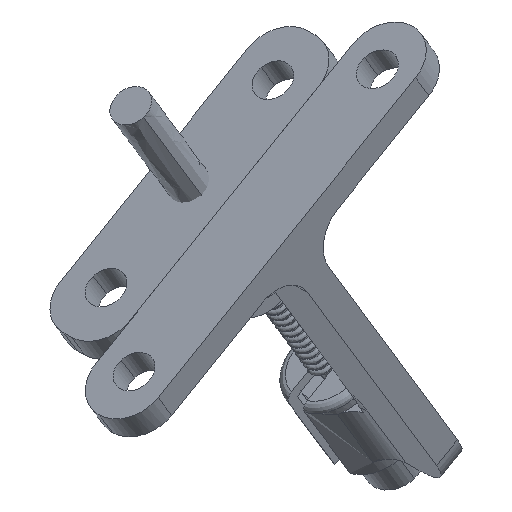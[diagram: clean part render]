
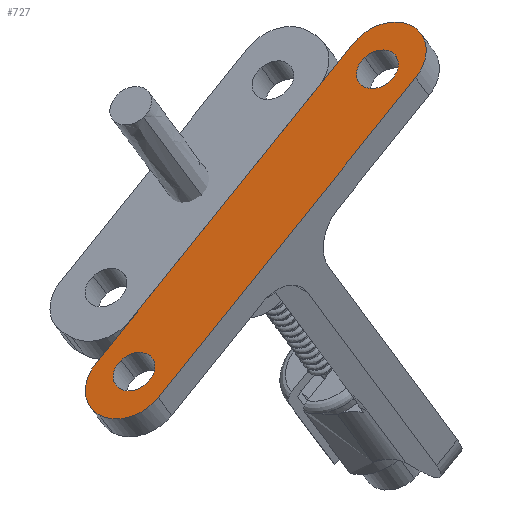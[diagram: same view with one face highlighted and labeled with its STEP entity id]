
A CAD part, isometric view. The second image highlights one B-rep face of the part: STEP entity #727.
In plain terms, the highlighted free-form (B-spline) face has degree [1, 1] with [2, 2] control points.
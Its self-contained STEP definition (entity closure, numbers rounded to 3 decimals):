
#691 = EDGE_CURVE('',#692,#694,#696,.T.);
#692 = VERTEX_POINT('',#693);
#693 = CARTESIAN_POINT('',(-89.32,0.639,
    208.983));
#694 = VERTEX_POINT('',#695);
#695 = CARTESIAN_POINT('',(-85.782,4.592,
    210.761));
#696 = ( BOUNDED_CURVE() B_SPLINE_CURVE(2,(#697,#698,#699),
.UNSPECIFIED.,.F.,.F.) B_SPLINE_CURVE_WITH_KNOTS((3,3),(4.712,
6.283),.PIECEWISE_BEZIER_KNOTS.) CURVE() 
GEOMETRIC_REPRESENTATION_ITEM() RATIONAL_B_SPLINE_CURVE((1.,
0.707,1.)) REPRESENTATION_ITEM('') );
#697 = CARTESIAN_POINT('',(-89.32,0.639,
    208.983));
#698 = CARTESIAN_POINT('',(-85.89,0.642,
    210.955));
#699 = CARTESIAN_POINT('',(-85.782,4.592,
    210.761));
#727 = ADVANCED_FACE('',(#728,#767,#789),#811,.F.);
#728 = FACE_BOUND('',#729,.T.);
#729 = EDGE_LOOP('',(#730,#738,#745,#753,#761,#766));
#730 = ORIENTED_EDGE('',*,*,#731,.F.);
#731 = EDGE_CURVE('',#732,#694,#734,.T.);
#732 = VERTEX_POINT('',#733);
#733 = CARTESIAN_POINT('',(-89.103,8.539,208.595
    ));
#734 = ( BOUNDED_CURVE() B_SPLINE_CURVE(2,(#735,#736,#737),
.UNSPECIFIED.,.F.,.F.) B_SPLINE_CURVE_WITH_KNOTS((3,3),(1.571,
3.142),.PIECEWISE_BEZIER_KNOTS.) CURVE() 
GEOMETRIC_REPRESENTATION_ITEM() RATIONAL_B_SPLINE_CURVE((1.,
0.707,1.)) REPRESENTATION_ITEM('') );
#735 = CARTESIAN_POINT('',(-89.103,8.539,
    208.595));
#736 = CARTESIAN_POINT('',(-85.673,8.542,
    210.567));
#737 = CARTESIAN_POINT('',(-85.782,4.592,
    210.761));
#738 = ORIENTED_EDGE('',*,*,#739,.T.);
#739 = EDGE_CURVE('',#732,#740,#742,.T.);
#740 = VERTEX_POINT('',#741);
#741 = CARTESIAN_POINT('',(-120.828,8.514,
    190.353));
#742 = B_SPLINE_CURVE_WITH_KNOTS('',1,(#743,#744),.UNSPECIFIED.,.F.,.F.,
  (2,2),(-18.5,18.5),.PIECEWISE_BEZIER_KNOTS.);
#743 = CARTESIAN_POINT('',(-89.103,8.539,
    208.595));
#744 = CARTESIAN_POINT('',(-120.828,8.514,
    190.353));
#745 = ORIENTED_EDGE('',*,*,#746,.F.);
#746 = EDGE_CURVE('',#747,#740,#749,.T.);
#747 = VERTEX_POINT('',#748);
#748 = CARTESIAN_POINT('',(-124.366,4.562,188.575
    ));
#749 = ( BOUNDED_CURVE() B_SPLINE_CURVE(2,(#750,#751,#752),
.UNSPECIFIED.,.F.,.F.) B_SPLINE_CURVE_WITH_KNOTS((3,3),(0.,
1.571),.PIECEWISE_BEZIER_KNOTS.) CURVE() 
GEOMETRIC_REPRESENTATION_ITEM() RATIONAL_B_SPLINE_CURVE((1.,
0.707,1.)) REPRESENTATION_ITEM('') );
#750 = CARTESIAN_POINT('',(-124.366,4.562,188.575
    ));
#751 = CARTESIAN_POINT('',(-124.258,8.512,
    188.381));
#752 = CARTESIAN_POINT('',(-120.828,8.514,
    190.353));
#753 = ORIENTED_EDGE('',*,*,#754,.F.);
#754 = EDGE_CURVE('',#755,#747,#757,.T.);
#755 = VERTEX_POINT('',#756);
#756 = CARTESIAN_POINT('',(-121.045,0.614,
    190.741));
#757 = ( BOUNDED_CURVE() B_SPLINE_CURVE(2,(#758,#759,#760),
.UNSPECIFIED.,.F.,.F.) B_SPLINE_CURVE_WITH_KNOTS((3,3),(4.712,
6.283),.PIECEWISE_BEZIER_KNOTS.) CURVE() 
GEOMETRIC_REPRESENTATION_ITEM() RATIONAL_B_SPLINE_CURVE((1.,
0.707,1.)) REPRESENTATION_ITEM('') );
#758 = CARTESIAN_POINT('',(-121.045,0.614,
    190.741));
#759 = CARTESIAN_POINT('',(-124.474,0.612,
    188.769));
#760 = CARTESIAN_POINT('',(-124.366,4.562,
    188.575));
#761 = ORIENTED_EDGE('',*,*,#762,.T.);
#762 = EDGE_CURVE('',#755,#692,#763,.T.);
#763 = B_SPLINE_CURVE_WITH_KNOTS('',1,(#764,#765),.UNSPECIFIED.,.F.,.F.,
  (2,2),(-18.5,18.5),.PIECEWISE_BEZIER_KNOTS.);
#764 = CARTESIAN_POINT('',(-121.045,0.614,
    190.741));
#765 = CARTESIAN_POINT('',(-89.32,0.639,
    208.983));
#766 = ORIENTED_EDGE('',*,*,#691,.T.);
#767 = FACE_BOUND('',#768,.T.);
#768 = EDGE_LOOP('',(#769,#781));
#769 = ORIENTED_EDGE('',*,*,#770,.T.);
#770 = EDGE_CURVE('',#771,#773,#775,.T.);
#771 = VERTEX_POINT('',#772);
#772 = CARTESIAN_POINT('',(-119.718,6.508,
    191.122));
#773 = VERTEX_POINT('',#774);
#774 = CARTESIAN_POINT('',(-120.44,2.622,
    190.959));
#775 = ( BOUNDED_CURVE() B_SPLINE_CURVE(2,(#776,#777,#778,#779,#780),
.UNSPECIFIED.,.F.,.F.) B_SPLINE_CURVE_WITH_KNOTS((3,2,3),(1.751
,3.322,4.893),.PIECEWISE_BEZIER_KNOTS.) CURVE() 
GEOMETRIC_REPRESENTATION_ITEM() RATIONAL_B_SPLINE_CURVE((1.,
0.707,1.,0.707,1.)) REPRESENTATION_ITEM('') );
#776 = CARTESIAN_POINT('',(-119.718,6.508,
    191.122));
#777 = CARTESIAN_POINT('',(-118.041,6.156,
    192.109));
#778 = CARTESIAN_POINT('',(-118.402,4.212,192.028
    ));
#779 = CARTESIAN_POINT('',(-118.762,2.269,
    191.946));
#780 = CARTESIAN_POINT('',(-120.44,2.622,190.959)
  );
#781 = ORIENTED_EDGE('',*,*,#782,.T.);
#782 = EDGE_CURVE('',#773,#771,#783,.T.);
#783 = ( BOUNDED_CURVE() B_SPLINE_CURVE(2,(#784,#785,#786,#787,#788),
.UNSPECIFIED.,.F.,.F.) B_SPLINE_CURVE_WITH_KNOTS((3,2,3),(4.893
,6.463,8.034),.PIECEWISE_BEZIER_KNOTS.) CURVE() 
GEOMETRIC_REPRESENTATION_ITEM() RATIONAL_B_SPLINE_CURVE((1.,
0.707,1.,0.707,1.)) REPRESENTATION_ITEM('') );
#784 = CARTESIAN_POINT('',(-120.44,2.622,190.959)
  );
#785 = CARTESIAN_POINT('',(-122.117,2.975,189.971
    ));
#786 = CARTESIAN_POINT('',(-121.756,4.918,190.053
    ));
#787 = CARTESIAN_POINT('',(-121.396,6.861,
    190.134));
#788 = CARTESIAN_POINT('',(-119.718,6.508,
    191.122));
#789 = FACE_BOUND('',#790,.T.);
#790 = EDGE_LOOP('',(#791,#803));
#791 = ORIENTED_EDGE('',*,*,#792,.T.);
#792 = EDGE_CURVE('',#793,#795,#797,.T.);
#793 = VERTEX_POINT('',#794);
#794 = CARTESIAN_POINT('',(-89.708,6.532,
    208.378));
#795 = VERTEX_POINT('',#796);
#796 = CARTESIAN_POINT('',(-90.429,2.645,208.215
    ));
#797 = ( BOUNDED_CURVE() B_SPLINE_CURVE(2,(#798,#799,#800,#801,#802),
.UNSPECIFIED.,.F.,.F.) B_SPLINE_CURVE_WITH_KNOTS((3,2,3),(1.751
,3.322,4.893),.PIECEWISE_BEZIER_KNOTS.) CURVE() 
GEOMETRIC_REPRESENTATION_ITEM() RATIONAL_B_SPLINE_CURVE((1.,
0.707,1.,0.707,1.)) REPRESENTATION_ITEM('') );
#798 = CARTESIAN_POINT('',(-89.708,6.532,
    208.378));
#799 = CARTESIAN_POINT('',(-88.031,6.179,
    209.365));
#800 = CARTESIAN_POINT('',(-88.391,4.236,
    209.284));
#801 = CARTESIAN_POINT('',(-88.752,2.292,
    209.202));
#802 = CARTESIAN_POINT('',(-90.429,2.645,
    208.215));
#803 = ORIENTED_EDGE('',*,*,#804,.T.);
#804 = EDGE_CURVE('',#795,#793,#805,.T.);
#805 = ( BOUNDED_CURVE() B_SPLINE_CURVE(2,(#806,#807,#808,#809,#810),
.UNSPECIFIED.,.F.,.F.) B_SPLINE_CURVE_WITH_KNOTS((3,2,3),(4.893
,6.463,8.034),.PIECEWISE_BEZIER_KNOTS.) CURVE() 
GEOMETRIC_REPRESENTATION_ITEM() RATIONAL_B_SPLINE_CURVE((1.,
0.707,1.,0.707,1.)) REPRESENTATION_ITEM('') );
#806 = CARTESIAN_POINT('',(-90.429,2.645,
    208.215));
#807 = CARTESIAN_POINT('',(-92.107,2.998,207.227)
  );
#808 = CARTESIAN_POINT('',(-91.746,4.941,
    207.309));
#809 = CARTESIAN_POINT('',(-91.385,6.884,
    207.39));
#810 = CARTESIAN_POINT('',(-89.708,6.532,
    208.378));
#811 = B_SPLINE_SURFACE_WITH_KNOTS('',1,1,(
    (#812,#813)
    ,(#814,#815
    )),.UNSPECIFIED.,.F.,.F.,.F.,(2,2),(2,2),(17.635,
    32.268),(-27.822,16.578),
  .PIECEWISE_BEZIER_KNOTS.);
#812 = CARTESIAN_POINT('',(-85.135,7.77,
    210.927));
#813 = CARTESIAN_POINT('',(-122.373,15.601,
    189.005));
#814 = CARTESIAN_POINT('',(-87.774,-6.448,
    210.331));
#815 = CARTESIAN_POINT('',(-125.013,1.383,
    188.409));
